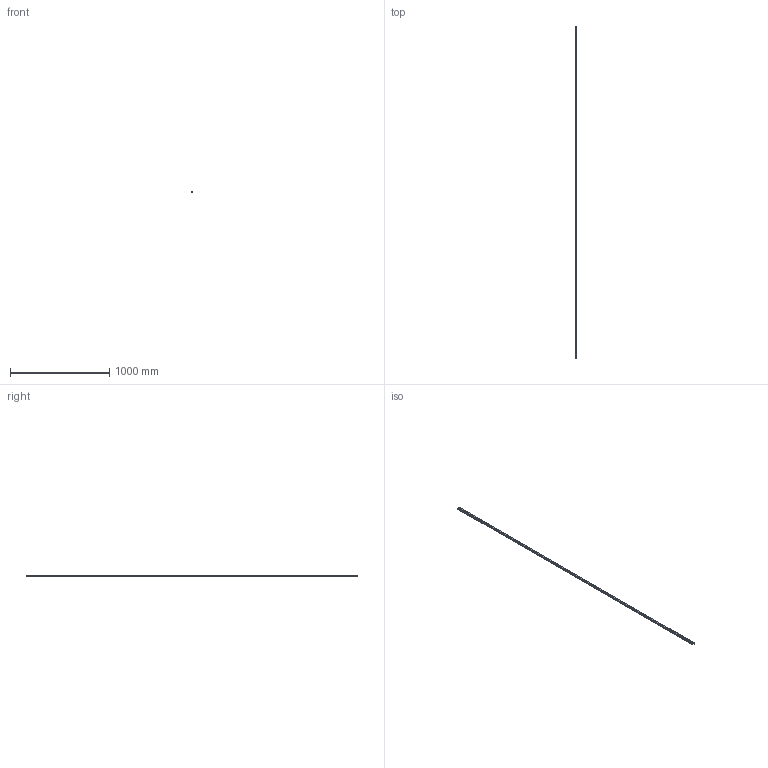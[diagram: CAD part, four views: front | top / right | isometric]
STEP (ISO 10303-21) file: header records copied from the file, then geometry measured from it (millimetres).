
FILE_DESCRIPTION(('STEP AP214'),'1');
FILE_NAME('cctmp_F5C3EAD9-352C-492D-9C59-B37E446FAC47_2021_01_21_15_56_09_0299..stp','2021-01-21T14:56:09',('HIWIN GmbH'),('CADClick - www.CADClick.com'),'Spatial InterOp 3D',' ','unknown authorization');
FILE_SCHEMA(('AUTOMOTIVE_DESIGN'));
Length unit declared in the file: millimetre
Products named in the file (1): HGR20T3340C_FILE
Bounding box: 20 x 3340 x 17.5 mm (x, y, z)
Volume: 986400.2 mm3; surface area: 266185.1 mm2
Topology: 1 solids, 1 shells, 331 faces, 863 edges, 482 vertices
Faces by surface type: cylinder 134, cone 112, plane 85
Entity records: 11937 total; most frequent: DIRECTION 1683, CARTESIAN_POINT 1565, ORIENTED_EDGE 1502, EDGE_CURVE 751, AXIS2_PLACEMENT_3D 600, LINE 483, VECTOR 483, VERTEX_POINT 482
